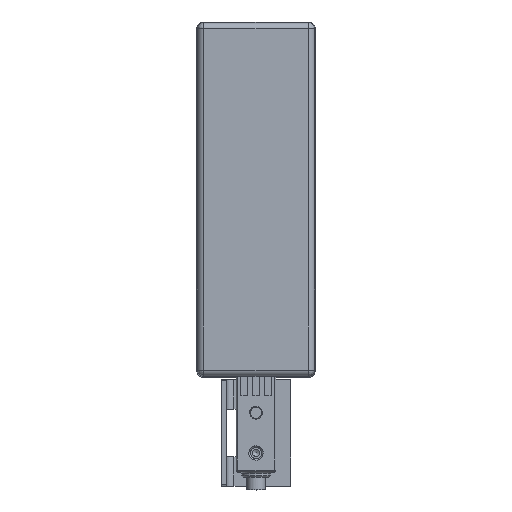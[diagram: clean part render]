
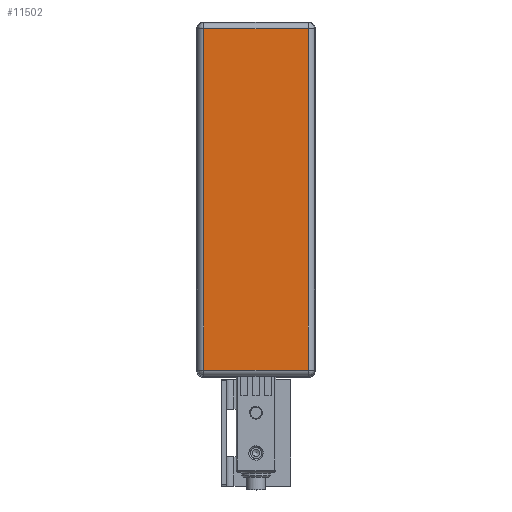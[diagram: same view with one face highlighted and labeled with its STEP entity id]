
A CAD part, top view. The second image highlights one B-rep face of the part: STEP entity #11502.
In plain terms, the highlighted planar face has unit normal (0, 0, 1).
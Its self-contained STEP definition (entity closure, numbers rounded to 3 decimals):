
#900=PLANE('',#12301);
#1203=FACE_OUTER_BOUND('',#1880,.T.);
#1880=EDGE_LOOP('',(#8167,#8168,#8169,#8170));
#2657=LINE('',#16994,#3524);
#2658=LINE('',#16996,#3525);
#2659=LINE('',#16998,#3526);
#2660=LINE('',#16999,#3527);
#3524=VECTOR('',#13813,44.);
#3525=VECTOR('',#13814,144.);
#3526=VECTOR('',#13815,44.);
#3527=VECTOR('',#13816,144.);
#4923=VERTEX_POINT('',#16992);
#4924=VERTEX_POINT('',#16993);
#4925=VERTEX_POINT('',#16995);
#4926=VERTEX_POINT('',#16997);
#6161=EDGE_CURVE('',#4923,#4924,#2657,.T.);
#6162=EDGE_CURVE('',#4925,#4923,#2658,.T.);
#6163=EDGE_CURVE('',#4926,#4925,#2659,.T.);
#6164=EDGE_CURVE('',#4924,#4926,#2660,.T.);
#8167=ORIENTED_EDGE('',*,*,#6161,.F.);
#8168=ORIENTED_EDGE('',*,*,#6162,.F.);
#8169=ORIENTED_EDGE('',*,*,#6163,.F.);
#8170=ORIENTED_EDGE('',*,*,#6164,.F.);
#11502=ADVANCED_FACE('',(#1203),#900,.F.);
#12301=AXIS2_PLACEMENT_3D('',#16991,#13811,#13812);
#13811=DIRECTION('center_axis',(0.,0.,
-1.));
#13812=DIRECTION('ref_axis',(1.,0.,0.));
#13813=DIRECTION('',(-1.,0.,0.));
#13814=DIRECTION('',(0.,-1.,0.));
#13815=DIRECTION('',(1.,0.,0.));
#13816=DIRECTION('',(0.,1.,0.));
#16991=CARTESIAN_POINT('Origin',(130.,1284.98,691.8));
#16992=CARTESIAN_POINT('',(152.,1212.98,691.8));
#16993=CARTESIAN_POINT('',(108.,1212.98,691.8));
#16994=CARTESIAN_POINT('',(142.5,1212.98,691.8));
#16995=CARTESIAN_POINT('',(152.,1356.98,691.8));
#16996=CARTESIAN_POINT('',(152.,1322.48,691.8));
#16997=CARTESIAN_POINT('',(108.,1356.98,691.8));
#16998=CARTESIAN_POINT('',(117.5,1356.98,691.8));
#16999=CARTESIAN_POINT('',(108.,1247.48,691.8));
